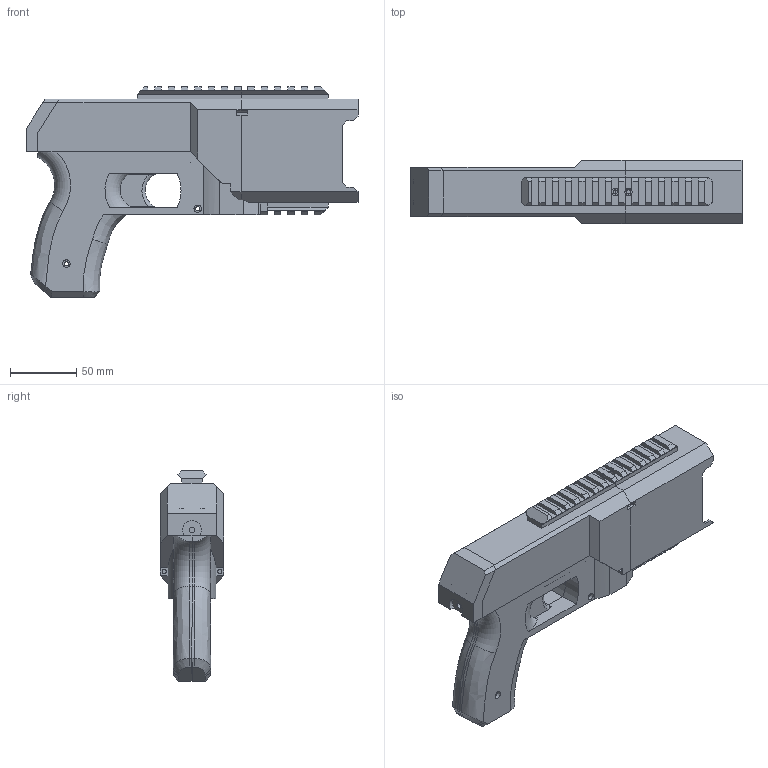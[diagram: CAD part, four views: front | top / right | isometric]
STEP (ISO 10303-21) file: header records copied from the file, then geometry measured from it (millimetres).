
FILE_DESCRIPTION(/* description */ (''),/* implementation_level */ '2;1');
FILE_NAME(/* name */ 'f02ee5d7-e956-4179-bb6e-0709589afe2f.stp',/* time_stamp */ '2022-07-15T13:03:46Z',/* author */ (''),/* organization */ (''),/* preprocessor_version */ 'ST-DEVELOPER v19',/* originating_system */ 'Autodesk Translation Framework v11.7.0.108',/* authorisation */ '');
FILE_SCHEMA (('AUTOMOTIVE_DESIGN { 1 0 10303 214 3 1 1 }'));
Length unit declared in the file: millimetre
Products named in the file (1): Blaster
Bounding box: 249.79 x 48 x 158.24 mm (x, y, z)
Volume: 423508.7 mm3; surface area: 249329.3 mm2
Topology: 17 solids, 17 shells, 1413 faces, 3997 edges, 2613 vertices
Faces by surface type: plane 1139, cylinder 188, bspline 61, torus 14, cone 9, sphere 2
Full cylindrical faces by diameter (mm): 2.12 x4, 3 x8, 3.2 x34, 4.2 x6, 4.4 x2, 4.6 x1, 4.8 x4, 5.6 x9, 6.8 x1, 8 x3, 10 x2, 16.8 x2, 23 x2
Entity records: 48888 total; most frequent: CARTESIAN_POINT 12176, ORIENTED_EDGE 7986, DIRECTION 6957, EDGE_CURVE 3993, LINE 3287, VECTOR 3287, VERTEX_POINT 2617, AXIS2_PLACEMENT_3D 1835
